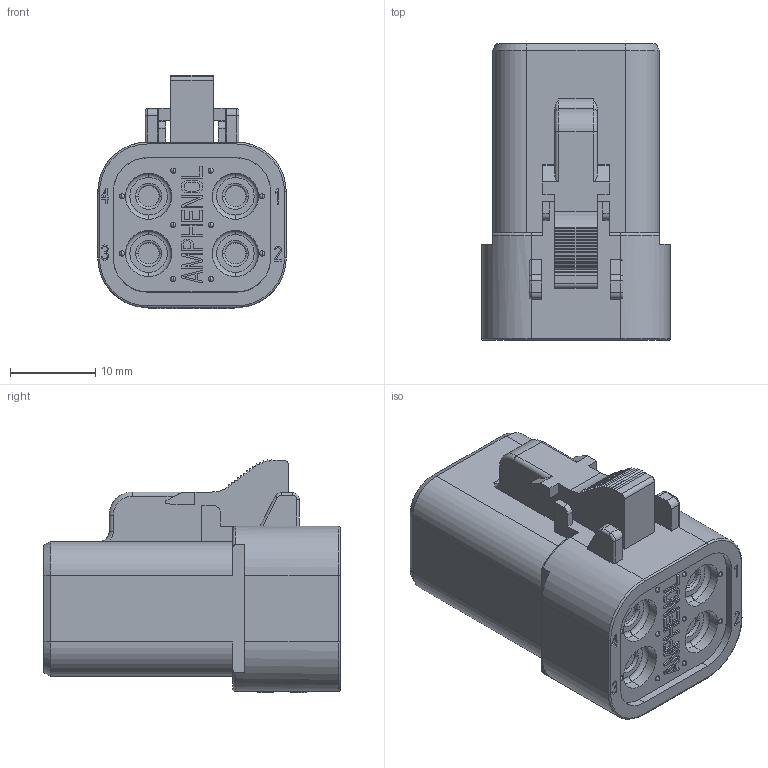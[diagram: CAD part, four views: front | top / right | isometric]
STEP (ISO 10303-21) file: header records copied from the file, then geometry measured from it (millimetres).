
FILE_DESCRIPTION((''),'2;1');
FILE_NAME('PL000161','2016-01-08T',('Orion.Li'),(''),'PRO/ENGINEER BY PARAMETRIC TECHNOLOGY CORPORATION, 2013230','PRO/ENGINEER BY PARAMETRIC TECHNOLOGY CORPORATION, 2013230','');
FILE_SCHEMA(('CONFIG_CONTROL_DESIGN'));
Length unit declared in the file: millimetre
Products named in the file (1): PL000161
Bounding box: 22.05 x 34.7 x 27.35 mm (x, y, z)
Volume: 11379.3 mm3; surface area: 4079.2 mm2
Topology: 1 solids, 2 shells, 900 faces, 2480 edges, 1624 vertices
Faces by surface type: plane 764, cylinder 76, torus 36, sphere 20, cone 4
Entity records: 28185 total; most frequent: CARTESIAN_POINT 5163, ORIENTED_EDGE 4920, DIRECTION 4464, EDGE_CURVE 2460, VECTOR 2188, LINE 2188, VERTEX_POINT 1624, AXIS2_PLACEMENT_3D 1138
